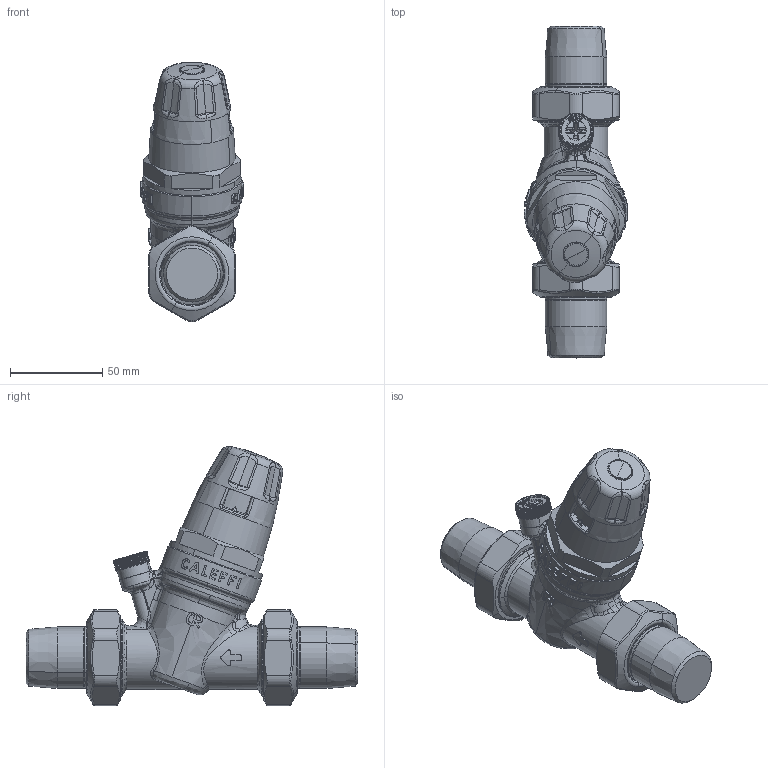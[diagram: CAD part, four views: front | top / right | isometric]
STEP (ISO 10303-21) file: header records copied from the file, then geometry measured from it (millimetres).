
FILE_DESCRIPTION(('CATIA V5 STEP Exchange'),'2;1');
FILE_NAME('535060 (STP).stp','2015-11-25T10:30:01+00:00',('none'),('none'),'Version 5-6 Release 2012','CATIA V5 STEP AP203','none');
FILE_SCHEMA(('CONFIG_CONTROL_DESIGN'));
Products named in the file (1): 535060 - TST
Bounding box: 56 x 180 x 140.71 mm (x, y, z)
Volume: 378346.8 mm3; surface area: 43821.1 mm2
Topology: 1 solids, 3 shells, 1228 faces, 3322 edges, 2120 vertices
Faces by surface type: plane 522, bspline 310, cylinder 299, cone 50, torus 16, extrusion 12, revolution 11, sphere 8
Entity records: 54154 total; most frequent: CARTESIAN_POINT 28548, ORIENTED_EDGE 6612, EDGE_CURVE 3306, DIRECTION 3157, VERTEX_POINT 2120, B_SPLINE_CURVE_WITH_KNOTS 1433, EDGE_LOOP 1264, AXIS2_PLACEMENT_3D 1260
